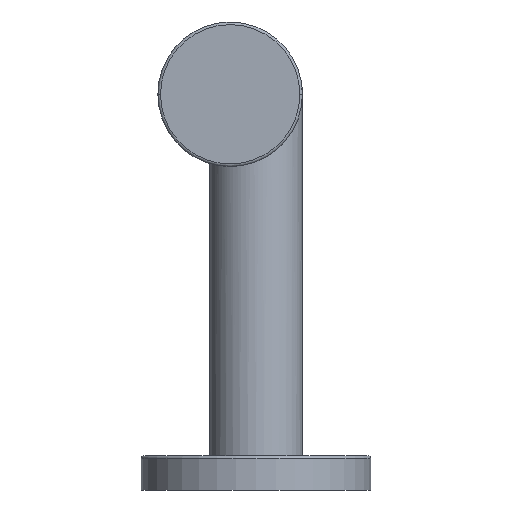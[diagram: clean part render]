
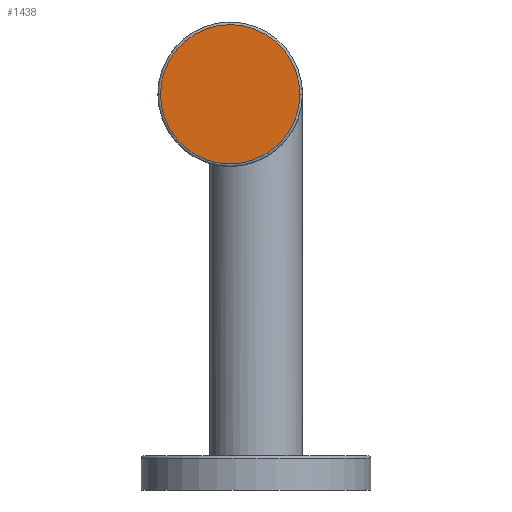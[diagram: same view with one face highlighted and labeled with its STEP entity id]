
A CAD part, left-side view. The second image highlights one B-rep face of the part: STEP entity #1438.
In plain terms, the highlighted planar face has unit normal (-1, 0, 0).
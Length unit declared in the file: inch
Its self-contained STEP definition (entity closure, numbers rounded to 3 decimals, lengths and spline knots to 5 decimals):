
#896=CARTESIAN_POINT('',(-5.1351,0.197,2.7559));
#897=DIRECTION('',(-1.,0.,0.));
#898=DIRECTION('',(0.,-1.,0.));
#899=AXIS2_PLACEMENT_3D('',#896,#897,#898);
#901=CARTESIAN_POINT('',(-5.1351,0.197,2.7559));
#902=DIRECTION('',(-1.,0.,0.));
#903=DIRECTION('',(0.,1.,0.));
#904=AXIS2_PLACEMENT_3D('',#901,#902,#903);
#1092=CARTESIAN_POINT('',(-5.1351,-0.334,2.7559));
#1093=CARTESIAN_POINT('',(-5.1351,0.728,2.7559));
#1094=VERTEX_POINT('',#1092);
#1095=VERTEX_POINT('',#1093);
#1428=CARTESIAN_POINT('',(-5.1351,0.197,2.7559));
#1429=DIRECTION('',(1.,0.,0.));
#1430=DIRECTION('',(0.,1.,0.));
#1431=AXIS2_PLACEMENT_3D('',#1428,#1429,#1430);
#1432=PLANE('',#1431);
#1433=ORIENTED_EDGE('',*,*,#1418,.F.);
#1435=ORIENTED_EDGE('',*,*,#1434,.F.);
#1436=EDGE_LOOP('',(#1433,#1435));
#1437=FACE_OUTER_BOUND('',#1436,.F.);
#1438=ADVANCED_FACE('',(#1437),#1432,.F.);
#900=CIRCLE('',#899,0.531);
#905=CIRCLE('',#904,0.531);
#1418=EDGE_CURVE('',#1094,#1095,#900,.T.);
#1434=EDGE_CURVE('',#1095,#1094,#905,.T.);
